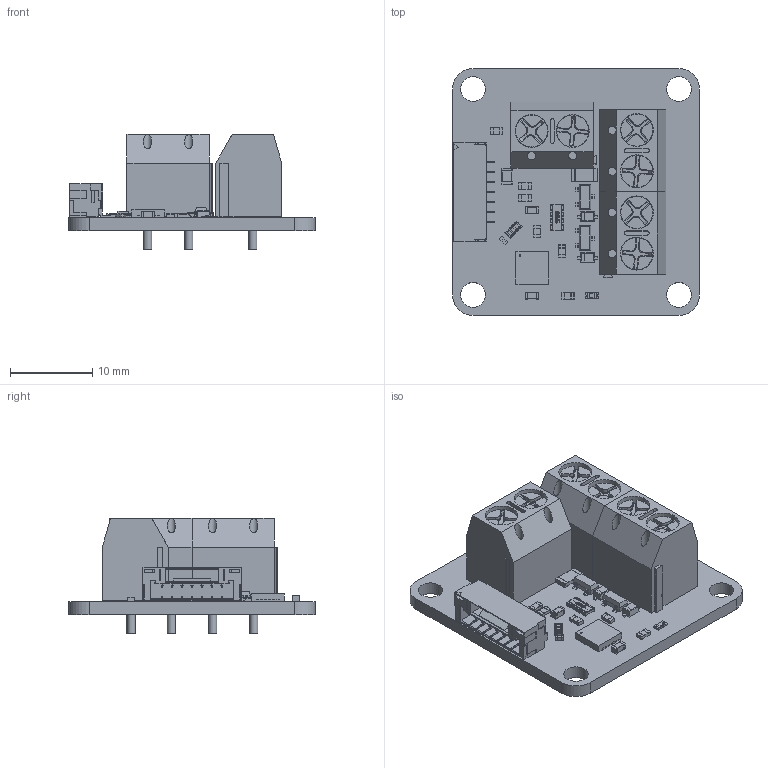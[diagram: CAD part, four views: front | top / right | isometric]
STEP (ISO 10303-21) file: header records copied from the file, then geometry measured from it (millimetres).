
FILE_DESCRIPTION(('FreeCAD Model'),'2;1');
FILE_NAME( 'led_strip.step', '2018-04-16T15:38:46',('kicad StepUp'),('ksu MCAD'), 'Open CASCADE STEP processor 6.8','FreeCAD','Unknown');
FILE_SCHEMA(('AUTOMOTIVE_DESIGN_CC2 { 1 2 10303 214 -1 1 5 4 }'));
Length unit declared in the file: millimetre
Products named in the file (24): Pcb; SOD323F_; SOD323F_001; SOT23_; SOT23_001; 2er_Buchse_; 2er_Buchse_001; 2er_Buchse_002; F_1206_; C_0402_; C_0805_; C_0603_; C_0603_001; R_0603_; BrickletConn_7pin_; R_0603_001; R_0603_002; Cut_; R_4x0603_; QFN-24_4x4mm_Pitch0.5mm_; D_0603_blue_; R_0603_003; R_0603_004; R_0603_005
Bounding box: 30 x 30 x 14 mm (x, y, z)
Volume: 3161.8 mm3; surface area: 5768.5 mm2
Topology: 28 solids, 28 shells, 2233 faces, 6183 edges, 4008 vertices
Faces by surface type: plane 1605, cylinder 446, bspline 138, torus 24, sphere 20
Full cylindrical faces by diameter (mm): 1 x12, 1.3 x6, 2.4 x12, 3 x10, 3.9 x6, 4 x6
Entity records: 87874 total; most frequent: CARTESIAN_POINT 15369, ORIENTED_EDGE 12302, DIRECTION 10943, EDGE_CURVE 6151, LINE 4887, VECTOR 4887, VERTEX_POINT 4008, AXIS2_PLACEMENT_3D 3028
